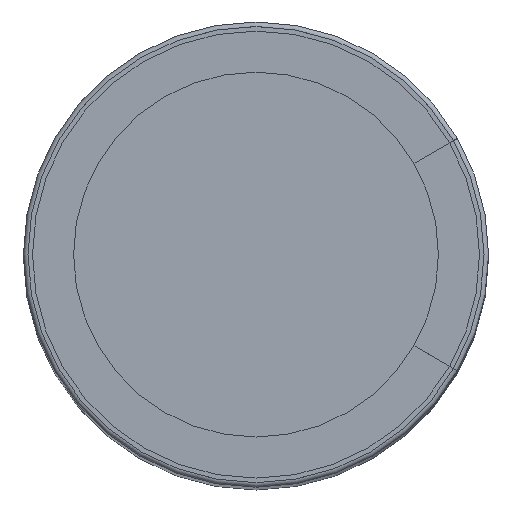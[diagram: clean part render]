
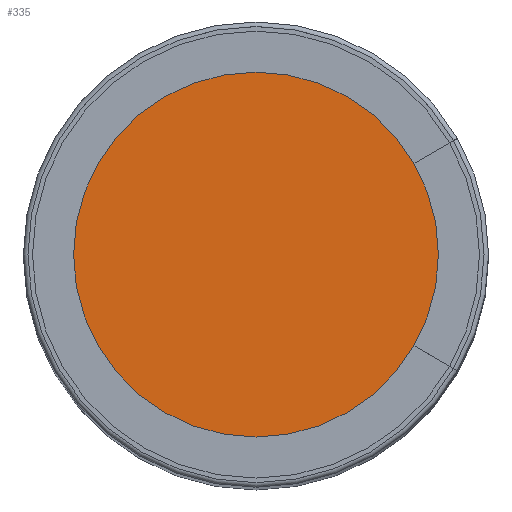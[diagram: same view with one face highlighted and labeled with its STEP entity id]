
A CAD part, top view. The second image highlights one B-rep face of the part: STEP entity #335.
In plain terms, the highlighted planar face has unit normal (0, 0, 1).
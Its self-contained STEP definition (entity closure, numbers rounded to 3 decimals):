
#178 = EDGE_CURVE('',#179,#179,#181,.T.);
#179 = VERTEX_POINT('',#180);
#180 = CARTESIAN_POINT('',(4.9,0.,35.7));
#181 = SURFACE_CURVE('',#182,(#187,#221),.PCURVE_S1.);
#182 = CIRCLE('',#183,4.9);
#183 = AXIS2_PLACEMENT_3D('',#184,#185,#186);
#184 = CARTESIAN_POINT('',(0.,0.,35.7));
#185 = DIRECTION('',(0.,0.,-1.));
#186 = DIRECTION('',(-1.,0.,0.));
#187 = PCURVE('',#188,#193);
#188 = TOROIDAL_SURFACE('',#189,4.9,0.1);
#189 = AXIS2_PLACEMENT_3D('',#190,#191,#192);
#190 = CARTESIAN_POINT('',(0.,0.,35.6));
#191 = DIRECTION('',(0.,0.,-1.));
#192 = DIRECTION('',(-1.,0.,0.));
#193 = DEFINITIONAL_REPRESENTATION('',(#194),#220);
#194 = B_SPLINE_CURVE_WITH_KNOTS('',3,(#195,#196,#197,#198,#199,#200,
    #201,#202,#203,#204,#205,#206,#207,#208,#209,#210,#211,#212,#213,
    #214,#215,#216,#217,#218,#219),.UNSPECIFIED.,.F.,.F.,(4,1,1,1,1,1,1,
    1,1,1,1,1,1,1,1,1,1,1,1,1,1,1,4),(3.142,3.427,
    3.713,3.998,4.284,4.57,
    4.855,5.141,5.426,5.712,
    5.998,6.283,6.569,6.854,
    7.14,7.426,7.711,7.997,
    8.282,8.568,8.854,9.139,
    9.425),.UNSPECIFIED.);
#195 = CARTESIAN_POINT('',(3.142,4.712));
#196 = CARTESIAN_POINT('',(3.237,4.712));
#197 = CARTESIAN_POINT('',(3.427,4.712));
#198 = CARTESIAN_POINT('',(3.713,4.712));
#199 = CARTESIAN_POINT('',(3.998,4.712));
#200 = CARTESIAN_POINT('',(4.284,4.712));
#201 = CARTESIAN_POINT('',(4.57,4.712));
#202 = CARTESIAN_POINT('',(4.855,4.712));
#203 = CARTESIAN_POINT('',(5.141,4.712));
#204 = CARTESIAN_POINT('',(5.426,4.712));
#205 = CARTESIAN_POINT('',(5.712,4.712));
#206 = CARTESIAN_POINT('',(5.998,4.712));
#207 = CARTESIAN_POINT('',(6.283,4.712));
#208 = CARTESIAN_POINT('',(6.569,4.712));
#209 = CARTESIAN_POINT('',(6.854,4.712));
#210 = CARTESIAN_POINT('',(7.14,4.712));
#211 = CARTESIAN_POINT('',(7.426,4.712));
#212 = CARTESIAN_POINT('',(7.711,4.712));
#213 = CARTESIAN_POINT('',(7.997,4.712));
#214 = CARTESIAN_POINT('',(8.282,4.712));
#215 = CARTESIAN_POINT('',(8.568,4.712));
#216 = CARTESIAN_POINT('',(8.854,4.712));
#217 = CARTESIAN_POINT('',(9.139,4.712));
#218 = CARTESIAN_POINT('',(9.33,4.712));
#219 = CARTESIAN_POINT('',(9.425,4.712));
#220 = ( GEOMETRIC_REPRESENTATION_CONTEXT(2) 
PARAMETRIC_REPRESENTATION_CONTEXT() REPRESENTATION_CONTEXT('2D SPACE',''
  ) );
#221 = PCURVE('',#222,#227);
#222 = PLANE('',#223);
#223 = AXIS2_PLACEMENT_3D('',#224,#225,#226);
#224 = CARTESIAN_POINT('',(0.,0.,35.7));
#225 = DIRECTION('',(0.,0.,1.));
#226 = DIRECTION('',(1.,0.,0.));
#227 = DEFINITIONAL_REPRESENTATION('',(#228),#236);
#228 = ( BOUNDED_CURVE() B_SPLINE_CURVE(2,(#229,#230,#231,#232,#233,#234
,#235),.UNSPECIFIED.,.T.,.F.) B_SPLINE_CURVE_WITH_KNOTS((1,2,2,2,2,1),(
    -2.094,0.,2.094,4.189,6.283,
8.378),.UNSPECIFIED.) CURVE() GEOMETRIC_REPRESENTATION_ITEM() 
RATIONAL_B_SPLINE_CURVE((1.,0.5,1.,0.5,1.,0.5,1.)) REPRESENTATION_ITEM(
  '') );
#229 = CARTESIAN_POINT('',(-4.9,0.));
#230 = CARTESIAN_POINT('',(-4.9,8.487));
#231 = CARTESIAN_POINT('',(2.45,4.244));
#232 = CARTESIAN_POINT('',(9.8,0.));
#233 = CARTESIAN_POINT('',(2.45,-4.244));
#234 = CARTESIAN_POINT('',(-4.9,-8.487));
#235 = CARTESIAN_POINT('',(-4.9,0.));
#236 = ( GEOMETRIC_REPRESENTATION_CONTEXT(2) 
PARAMETRIC_REPRESENTATION_CONTEXT() REPRESENTATION_CONTEXT('2D SPACE',''
  ) );
#335 = ADVANCED_FACE('',(#336),#222,.T.);
#336 = FACE_BOUND('',#337,.T.);
#337 = EDGE_LOOP('',(#338));
#338 = ORIENTED_EDGE('',*,*,#178,.F.);
